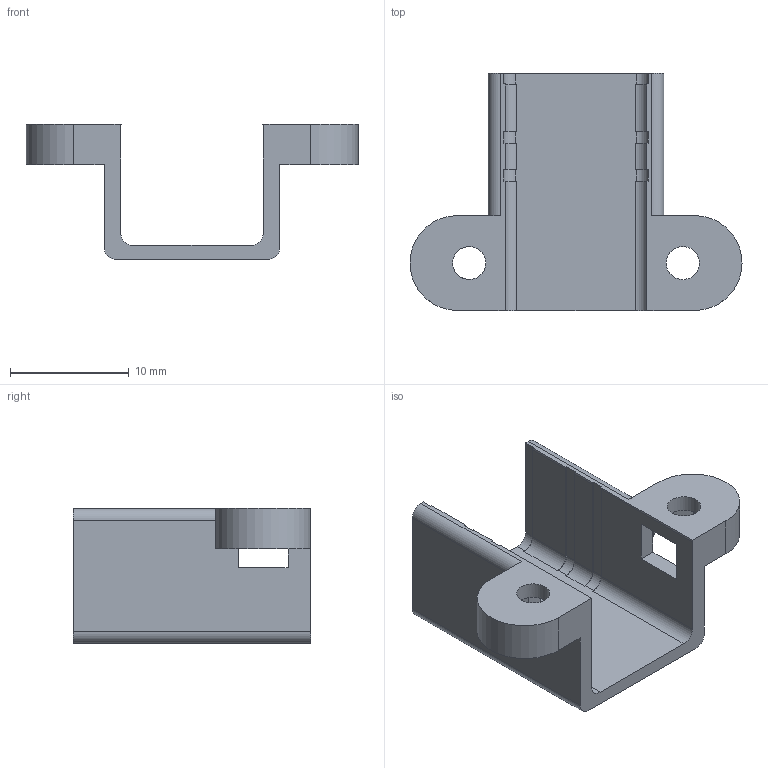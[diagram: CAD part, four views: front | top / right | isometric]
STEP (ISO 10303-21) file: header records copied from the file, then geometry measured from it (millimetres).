
FILE_DESCRIPTION(('FreeCAD Model'),'2;1');
FILE_NAME('Open CASCADE Shape Model','2025-10-03T18:10:10',('Author'),( ''),'Open CASCADE STEP processor 7.8','FreeCAD','Unknown');
FILE_SCHEMA(('AUTOMOTIVE_DESIGN { 1 0 10303 214 1 1 1 1 }'));
Length unit declared in the file: millimetre
Products named in the file (1): MotorBacket
Bounding box: 28 x 20 x 11.4 mm (x, y, z)
Volume: 1088.9 mm3; surface area: 1813.9 mm2
Topology: 1 solids, 1 shells, 80 faces, 240 edges, 160 vertices
Faces by surface type: plane 54, cylinder 26
Full cylindrical faces by diameter (mm): 2.8 x2
Entity records: 2736 total; most frequent: CARTESIAN_POINT 481, ORIENTED_EDGE 480, DIRECTION 456, EDGE_CURVE 240, LINE 186, VECTOR 186, VERTEX_POINT 160, AXIS2_PLACEMENT_3D 135
